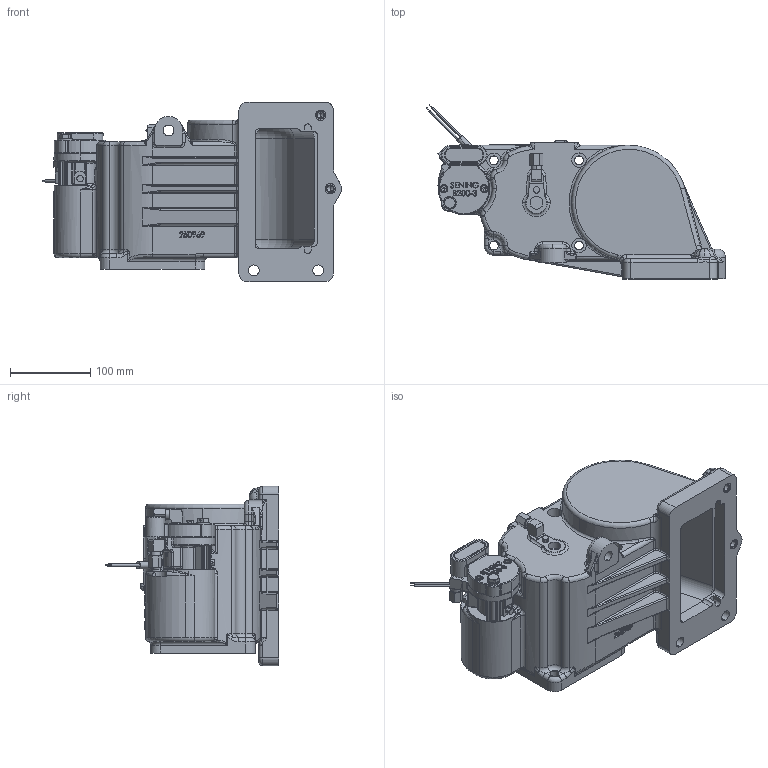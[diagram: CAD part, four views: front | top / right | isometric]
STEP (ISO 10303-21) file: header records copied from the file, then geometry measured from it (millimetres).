
FILE_DESCRIPTION (( 'STEP AP214' ), '1' );
FILE_NAME ('GVB80_250729.STEP', '2014-09-10T07:54:25', ( 'Admin2' ), ( '' ), 'SwSTEP 2.0', 'SolidWorks 2010', '' );
FILE_SCHEMA (( 'AUTOMOTIVE_DESIGN' ));
Length unit declared in the file: millimetre
Products named in the file (1): GVB80_250729
Bounding box: 371.72 x 216.22 x 223 mm (x, y, z)
Volume: 2889900.5 mm3; surface area: 622890.6 mm2
Topology: 27 solids, 27 shells, 2776 faces, 6899 edges, 4170 vertices
Faces by surface type: plane 852, cylinder 728, bspline 608, torus 345, cone 223, sphere 20
Entity records: 146201 total; most frequent: CARTESIAN_POINT 53856, ORIENTED_EDGE 13522, DIRECTION 11701, EDGE_CURVE 6761, AXIS2_PLACEMENT_3D 4408, VERTEX_POINT 4164, EDGE_LOOP 3007, LINE 2885
